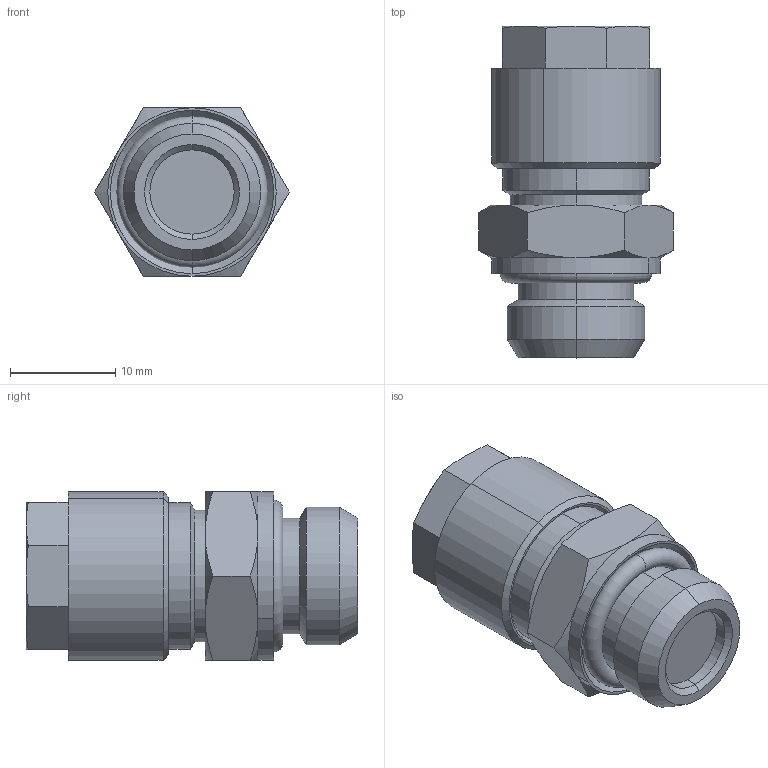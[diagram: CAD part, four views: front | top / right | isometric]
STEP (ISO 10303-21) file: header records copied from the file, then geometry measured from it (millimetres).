
FILE_DESCRIPTION(/* description */ ('VariCAD 2016-1.06 AP-214'),/* implementation_level */ '2;1');
FILE_NAME(/* name */ 'ck_148_msv.stp',/* time_stamp */ '2016-06-16T10:55:05+02:00',/* author */ (''),/* organization */ (''),/* preprocessor_version */ 'ST-DEVELOPER v14',/* originating_system */ 'VariCAD 2016-1.06; kernel version (20130303)',/* authorisation */ '');
FILE_SCHEMA (('AUTOMOTIVE_DESIGN'));
Length unit declared in the file: millimetre
Products named in the file (2): ck_148_msv
Assembly tree (1 placements, depth 2):
  ck_148_msv
    ck_148_msv
Bounding box: 18.48 x 31.5 x 16 mm (x, y, z)
Volume: 5196.1 mm3; surface area: 2356.3 mm2
Topology: 1 solids, 1 shells, 83 faces, 176 edges, 102 vertices
Faces by surface type: cone 34, plane 23, cylinder 18, torus 8
Entity records: 2338 total; most frequent: CARTESIAN_POINT 525, DIRECTION 392, ORIENTED_EDGE 352, EDGE_CURVE 176, AXIS2_PLACEMENT_3D 169, VERTEX_POINT 102, EDGE_LOOP 90, FACE_OUTER_BOUND 83
